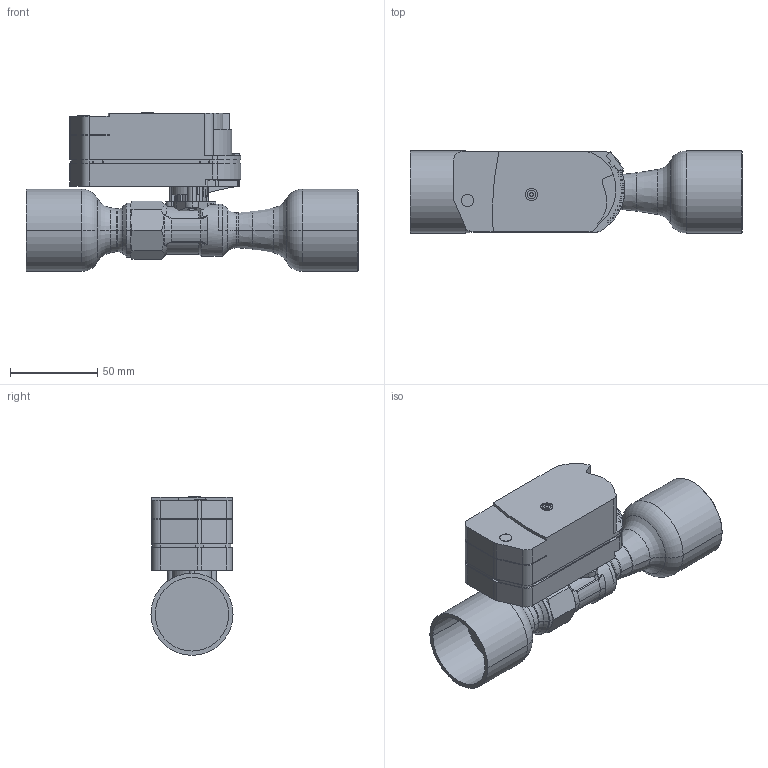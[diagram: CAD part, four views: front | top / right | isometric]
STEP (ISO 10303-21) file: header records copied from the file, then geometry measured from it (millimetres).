
FILE_DESCRIPTION (( 'STEP AP214' ), '1' );
FILE_NAME ('X8042M.3BA23.STEP', '2024-11-29T14:57:56', ( '' ), ( '' ), 'SwSTEP 2.0', 'SolidWorks 2024', '' );
FILE_SCHEMA (( 'AUTOMOTIVE_DESIGN' ));
Length unit declared in the file: millimetre
Products named in the file (1): X8042M.3BA23
Bounding box: 190 x 47 x 90.8 mm (x, y, z)
Volume: 298010.8 mm3; surface area: 56092.8 mm2
Topology: 1 solids, 1 shells, 660 faces, 1832 edges, 1186 vertices
Faces by surface type: plane 461, cylinder 111, cone 52, torus 25, bspline 11
Entity records: 30023 total; most frequent: CARTESIAN_POINT 6904, ORIENTED_EDGE 3664, DIRECTION 3293, EDGE_CURVE 1832, VECTOR 1287, LINE 1287, VERTEX_POINT 1186, AXIS2_PLACEMENT_3D 1003
